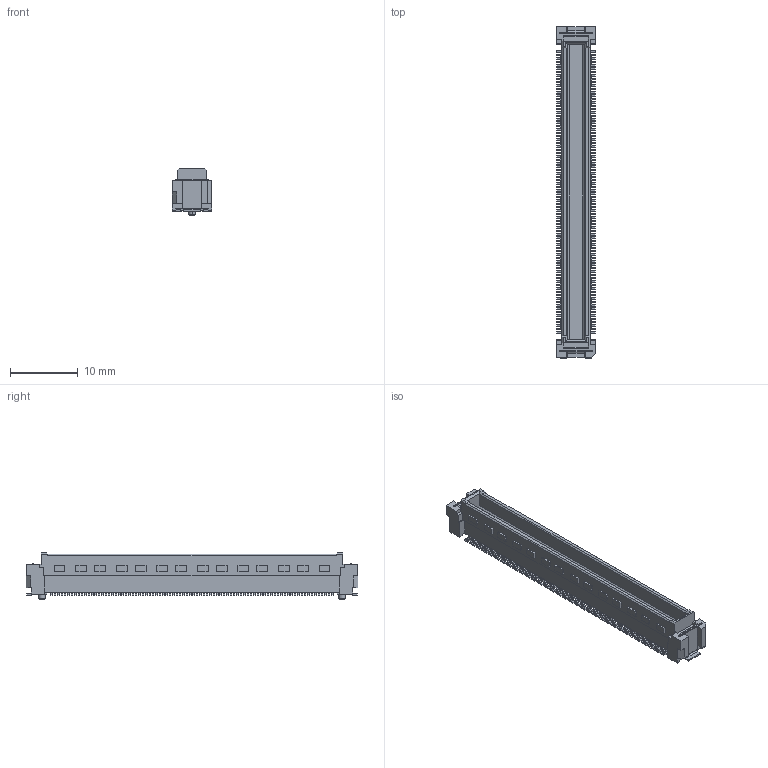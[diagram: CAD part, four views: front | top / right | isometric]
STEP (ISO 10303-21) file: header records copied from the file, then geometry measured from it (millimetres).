
FILE_DESCRIPTION(('CoCreate Modeling STEP Export'),'2;1');
FILE_NAME('FX10A-168P-SV3.stp','2011-04-18T16:21:23',(''),(''),'CoCreate Modeling STEP processor for AP214 (Solid Model)','CoCreate Modeling 17.0 01-Apr-2010 (C) Parametric Technology GmbH','');
FILE_SCHEMA(('AUTOMOTIVE_DESIGN { 1 0 10303 214 1 1 1 1 }'));
Length unit declared in the file: millimetre
Products named in the file (1): FX10A-168P-SV3
Bounding box: 5.9 x 49.1 x 6.85 mm (x, y, z)
Volume: 857.1 mm3; surface area: 1555.7 mm2
Topology: 1 solids, 1 shells, 1479 faces, 3791 edges, 2518 vertices
Faces by surface type: plane 1131, cylinder 344, cone 4
Entity records: 44248 total; most frequent: CARTESIAN_POINT 7730, ORIENTED_EDGE 7582, DIRECTION 7333, EDGE_CURVE 3791, VECTOR 3091, LINE 3091, VERTEX_POINT 2518, AXIS2_PLACEMENT_3D 2121
